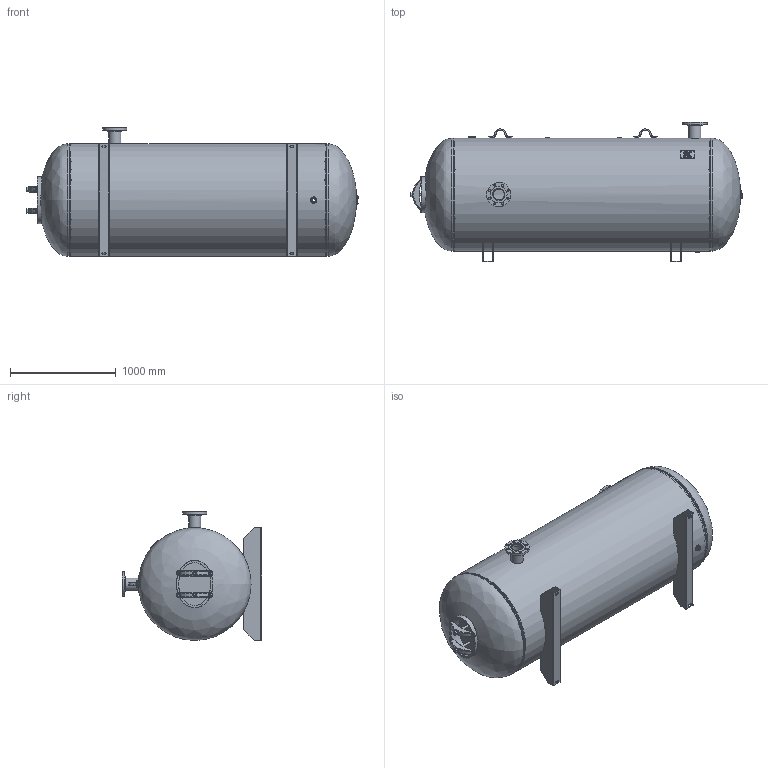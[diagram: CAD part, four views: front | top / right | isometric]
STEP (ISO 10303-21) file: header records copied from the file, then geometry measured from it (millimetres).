
FILE_DESCRIPTION(/* description */ ('42 X 120 150# HORZ ASME STOCK 660 GAL W/4" IN/OUT'),/* implementation_level */ '2;1');
FILE_NAME(/* name */ 'SPVG_A10358.stp',/* time_stamp */ '2018-11-05T14:32:43-06:00',/* author */ ('kim.thoune'),/* organization */ (''),/* preprocessor_version */ 'ST-DEVELOPER v16.5',/* originating_system */ 'Autodesk Inventor 2017',/* authorisation */ '');
FILE_SCHEMA (('AUTOMOTIVE_DESIGN { 1 0 10303 214 3 1 1 }'));
Length unit declared in the file: inch
Products named in the file (18): A10358; 37-2588; A10358-2HD; 960-156; A10358-3HD; 960-156_1; F102000; 60-140; 64-053; S100159; S102115; 45-511; S102115-2; F101501; F101000; F100500; 46-9163; 64-784
Assembly tree (21 placements, depth 3):
  A10358
    37-2588
    A10358-2HD
      960-156
    A10358-3HD
      960-156_1
    F102000
    60-140
      64-053
    S100159  x2
    S102115  x2
      45-511
      S102115-2
    F101501
    F101000
    F100500  x2
    46-9163
    64-784  x2
Bounding box: 3140.58 x 1320.8 x 1219.2 mm (x, y, z)
Volume: 74691441.2 mm3; surface area: 24191981.9 mm2
Topology: 21 solids, 21 shells, 530 faces, 1316 edges, 860 vertices
Faces by surface type: plane 273, cylinder 136, bspline 60, torus 53, cone 8
Full cylindrical faces by diameter (mm): 6.35 x4, 18.644 x2, 19.05 x16, 22.225 x4, 23.019 x2, 26.987 x2, 30.302 x1, 31.75 x2, 43.256 x1, 44.45 x1, 44.856 x1, 46.037 x1, 56.667 x1, 57.547 x1, 60.325 x2, 68.263 x1, 79.383 x1, 102.26 x2, 114.3 x2, 115.887 x2, 116.078 x2, 134.95 x2, 157.175 x2, 228.6 x2, 1042.721 x2, 1054.1 x3, 1055.421 x2, 1066.8 x3
Entity records: 17283 total; most frequent: CARTESIAN_POINT 6365, DIRECTION 2049, ORIENTED_EDGE 2026, EDGE_CURVE 1013, AXIS2_PLACEMENT_3D 735, VERTEX_POINT 705, EDGE_LOOP 628, LINE 579
